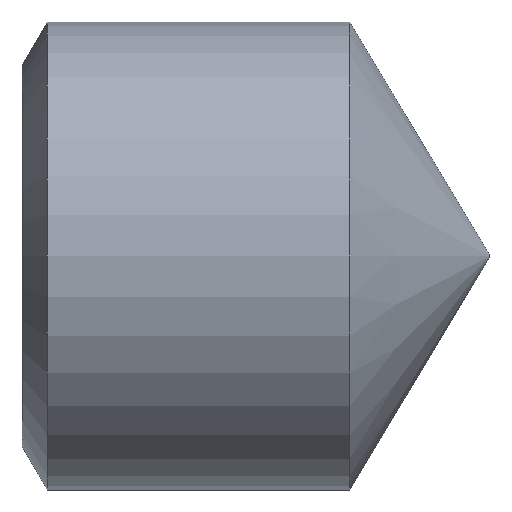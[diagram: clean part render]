
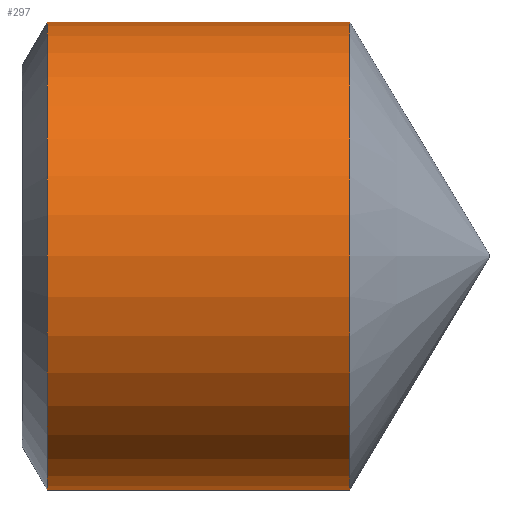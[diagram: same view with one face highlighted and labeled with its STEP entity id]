
A CAD part, front view. The second image highlights one B-rep face of the part: STEP entity #297.
In plain terms, the highlighted cylindrical face has radius 1.5 mm (diameter 3 mm), a partial arc.
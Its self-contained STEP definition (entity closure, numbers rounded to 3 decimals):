
#16 = LINE ( 'NONE', #258, #310 ) ;
#43 = CARTESIAN_POINT ( 'NONE',  ( -12.7, 0., 1.5 ) ) ;
#44 = AXIS2_PLACEMENT_3D ( 'NONE', #207, #464, #209 ) ;
#64 = DIRECTION ( 'NONE',  ( -1., 0., 0. ) ) ;
#114 = ORIENTED_EDGE ( 'NONE', *, *, #229, .F. ) ;
#131 = VERTEX_POINT ( 'NONE', #292 ) ;
#132 = EDGE_CURVE ( 'NONE', #427, #131, #16, .T. ) ;
#160 = VERTEX_POINT ( 'NONE', #290 ) ;
#170 = CARTESIAN_POINT ( 'NONE',  ( 2.102, 0., 0. ) ) ;
#181 = AXIS2_PLACEMENT_3D ( 'NONE', #170, #203, #320 ) ;
#186 = CYLINDRICAL_SURFACE ( 'NONE', #390, 1.5 ) ;
#188 = ORIENTED_EDGE ( 'NONE', *, *, #132, .F. ) ;
#203 = DIRECTION ( 'NONE',  ( -1., 0., 0. ) ) ;
#207 = CARTESIAN_POINT ( 'NONE',  ( 0.162, 0., 0. ) ) ;
#209 = DIRECTION ( 'NONE',  ( 0., 0., 1. ) ) ;
#227 = VERTEX_POINT ( 'NONE', #344 ) ;
#229 = EDGE_CURVE ( 'NONE', #131, #160, #423, .T. ) ;
#258 = CARTESIAN_POINT ( 'NONE',  ( -12.7, 0., -1.5 ) ) ;
#288 = LINE ( 'NONE', #43, #458 ) ;
#290 = CARTESIAN_POINT ( 'NONE',  ( 0.162, 0., 1.5 ) ) ;
#292 = CARTESIAN_POINT ( 'NONE',  ( 0.162, 0., -1.5 ) ) ;
#293 = EDGE_LOOP ( 'NONE', ( #188, #359, #433, #114 ) ) ;
#297 = ADVANCED_FACE ( 'NONE', ( #468 ), #186, .T. ) ;
#310 = VECTOR ( 'NONE', #64, 1000. ) ;
#320 = DIRECTION ( 'NONE',  ( 0., 0., 1. ) ) ;
#322 = DIRECTION ( 'NONE',  ( -1., 0., 0. ) ) ;
#344 = CARTESIAN_POINT ( 'NONE',  ( 2.102, 0., 1.5 ) ) ;
#350 = CARTESIAN_POINT ( 'NONE',  ( -12.7, 0., 0. ) ) ;
#359 = ORIENTED_EDGE ( 'NONE', *, *, #387, .T. ) ;
#387 = EDGE_CURVE ( 'NONE', #427, #227, #400, .T. ) ;
#389 = DIRECTION ( 'NONE',  ( 0., 0., 1. ) ) ;
#390 = AXIS2_PLACEMENT_3D ( 'NONE', #350, #322, #389 ) ;
#392 = DIRECTION ( 'NONE',  ( -1., 0., 0. ) ) ;
#393 = EDGE_CURVE ( 'NONE', #227, #160, #288, .T. ) ;
#400 = CIRCLE ( 'NONE', #181, 1.5 ) ;
#423 = CIRCLE ( 'NONE', #44, 1.5 ) ;
#427 = VERTEX_POINT ( 'NONE', #483 ) ;
#433 = ORIENTED_EDGE ( 'NONE', *, *, #393, .T. ) ;
#458 = VECTOR ( 'NONE', #392, 1000. ) ;
#464 = DIRECTION ( 'NONE',  ( -1., 0., 0. ) ) ;
#468 = FACE_OUTER_BOUND ( 'NONE', #293, .T. ) ;
#483 = CARTESIAN_POINT ( 'NONE',  ( 2.102, 0., -1.5 ) ) ;
